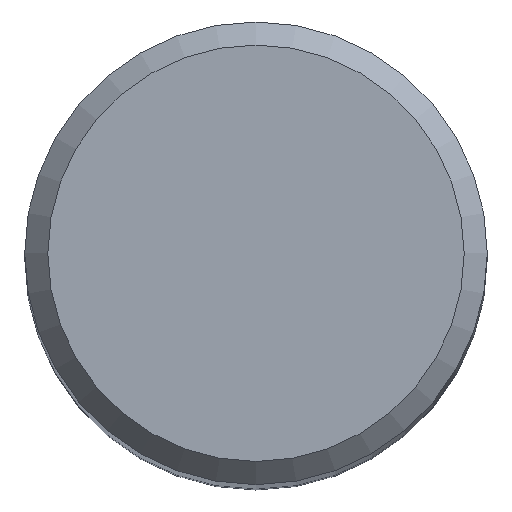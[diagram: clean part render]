
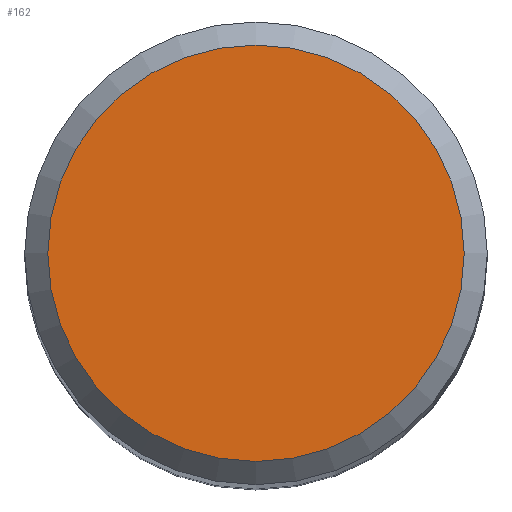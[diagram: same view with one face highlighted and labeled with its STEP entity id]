
A CAD part, top view. The second image highlights one B-rep face of the part: STEP entity #162.
In plain terms, the highlighted planar face has unit normal (0, 0, 1).
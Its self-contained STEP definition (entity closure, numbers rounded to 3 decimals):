
#24 = CIRCLE ( 'NONE', #110, 4.5 ) ;
#60 = VERTEX_POINT ( 'NONE', #92 ) ;
#78 = DIRECTION ( 'NONE',  ( 1., 0., 0. ) ) ;
#91 = CARTESIAN_POINT ( 'NONE',  ( 0., 0., 67. ) ) ;
#92 = CARTESIAN_POINT ( 'NONE',  ( 4.5, 0., 67. ) ) ;
#94 = DIRECTION ( 'NONE',  ( 0., 0., 1. ) ) ;
#106 = PLANE ( 'NONE',  #183 ) ;
#110 = AXIS2_PLACEMENT_3D ( 'NONE', #91, #151, #149 ) ;
#149 = DIRECTION ( 'NONE',  ( 1., 0., 0. ) ) ;
#151 = DIRECTION ( 'NONE',  ( 0., 0., 1. ) ) ;
#154 = CARTESIAN_POINT ( 'NONE',  ( 0., 0., 67. ) ) ;
#161 = ORIENTED_EDGE ( 'NONE', *, *, #201, .T. ) ;
#162 = ADVANCED_FACE ( 'NONE', ( #202 ), #106, .T. ) ;
#183 = AXIS2_PLACEMENT_3D ( 'NONE', #154, #94, #78 ) ;
#197 = EDGE_LOOP ( 'NONE', ( #161 ) ) ;
#201 = EDGE_CURVE ( 'NONE', #60, #60, #24, .T. ) ;
#202 = FACE_OUTER_BOUND ( 'NONE', #197, .T. ) ;
